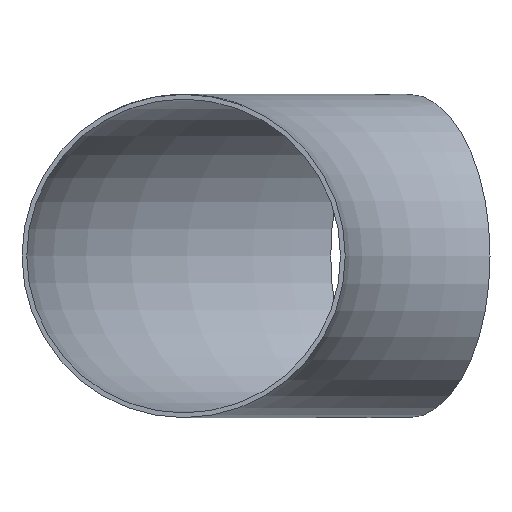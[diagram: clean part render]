
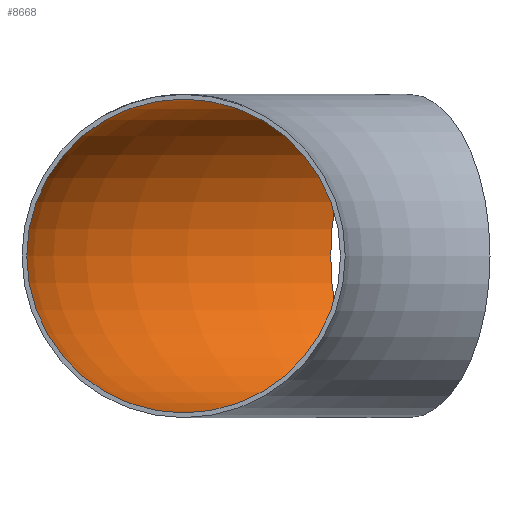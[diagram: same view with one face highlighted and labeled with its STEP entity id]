
A CAD part, front view. The second image highlights one B-rep face of the part: STEP entity #8668.
In plain terms, the highlighted toroidal (fillet/blend) face has major radius 381 mm and minor radius 132.5 mm.
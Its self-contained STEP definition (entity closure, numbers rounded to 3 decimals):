
#55 = EDGE_CURVE ( 'NONE', #25372, #25372, #24726, .T. ) ;
#1864 = CARTESIAN_POINT ( 'NONE',  ( -381., 0., 0. ) ) ;
#5249 = AXIS2_PLACEMENT_3D ( 'NONE', #20445, #5959, #25066 ) ;
#5959 = DIRECTION ( 'NONE',  ( 0.866, 0.5, 0. ) ) ;
#7416 = DIRECTION ( 'NONE',  ( 0., 0., -1. ) ) ;
#8668 = ADVANCED_FACE ( 'NONE', ( #21459, #28765 ), #10915, .F. ) ;
#8803 = VERTEX_POINT ( 'NONE', #18516 ) ;
#8852 = AXIS2_PLACEMENT_3D ( 'NONE', #12395, #7416, #15077 ) ;
#8962 = CARTESIAN_POINT ( 'NONE',  ( -381., 0., 132.5 ) ) ;
#10915 = TOROIDAL_SURFACE ( 'NONE', #8852, 381., 132.5 ) ;
#12395 = CARTESIAN_POINT ( 'NONE',  ( 0., 0., 0. ) ) ;
#12992 = CIRCLE ( 'NONE', #5249, 132.5 ) ;
#13126 = ORIENTED_EDGE ( 'NONE', *, *, #55, .F. ) ;
#13376 = EDGE_CURVE ( 'NONE', #8803, #8803, #12992, .T. ) ;
#14247 = EDGE_LOOP ( 'NONE', ( #26217 ) ) ;
#15077 = DIRECTION ( 'NONE',  ( -1., 0., 0. ) ) ;
#18516 = CARTESIAN_POINT ( 'NONE',  ( -256.75, 444.704, 0. ) ) ;
#20445 = CARTESIAN_POINT ( 'NONE',  ( -190.5, 329.956, 0. ) ) ;
#21164 = AXIS2_PLACEMENT_3D ( 'NONE', #1864, #28625, #25358 ) ;
#21459 = FACE_OUTER_BOUND ( 'NONE', #14247, .T. ) ;
#24726 = CIRCLE ( 'NONE', #21164, 132.5 ) ;
#25066 = DIRECTION ( 'NONE',  ( -0.5, 0.866, 0. ) ) ;
#25358 = DIRECTION ( 'NONE',  ( 0., 0., 1. ) ) ;
#25372 = VERTEX_POINT ( 'NONE', #8962 ) ;
#26217 = ORIENTED_EDGE ( 'NONE', *, *, #13376, .T. ) ;
#26339 = EDGE_LOOP ( 'NONE', ( #13126 ) ) ;
#28625 = DIRECTION ( 'NONE',  ( 0., 1., 0. ) ) ;
#28765 = FACE_OUTER_BOUND ( 'NONE', #26339, .T. ) ;
